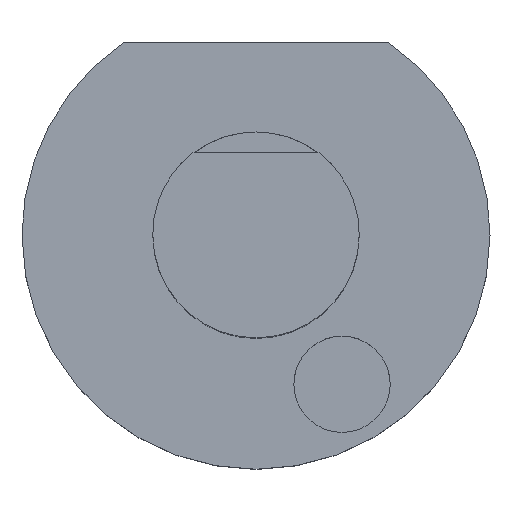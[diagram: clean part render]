
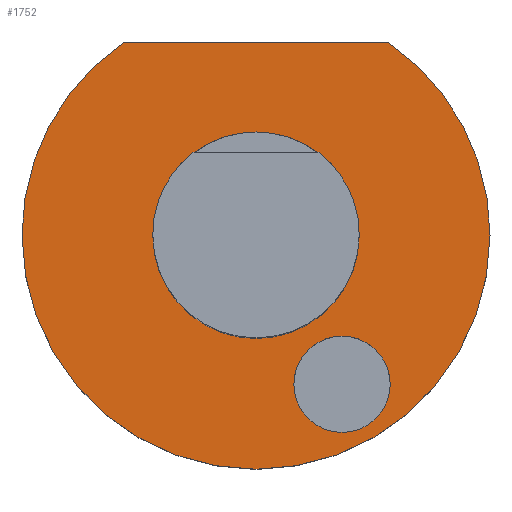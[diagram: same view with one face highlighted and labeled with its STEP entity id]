
A CAD part, top view. The second image highlights one B-rep face of the part: STEP entity #1752.
In plain terms, the highlighted planar face has unit normal (0, 0, 1).
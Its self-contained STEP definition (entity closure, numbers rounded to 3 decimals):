
#73 = EDGE_CURVE ( 'NONE', #1953, #712, #487, .T. ) ;
#82 = CIRCLE ( 'NONE', #1180, 15. ) ;
#90 = CARTESIAN_POINT ( 'NONE',  ( 19.287, 28., -55. ) ) ;
#138 = DIRECTION ( 'NONE',  ( 0., 0., 1. ) ) ;
#230 = DIRECTION ( 'NONE',  ( 1., 0., 0. ) ) ;
#250 = AXIS2_PLACEMENT_3D ( 'NONE', #1621, #1667, #1801 ) ;
#267 = VECTOR ( 'NONE', #565, 1000. ) ;
#269 = CIRCLE ( 'NONE', #796, 7. ) ;
#272 = LINE ( 'NONE', #608, #267 ) ;
#332 = CARTESIAN_POINT ( 'NONE',  ( 0., 0., -55. ) ) ;
#335 = CIRCLE ( 'NONE', #2117, 34. ) ;
#343 = AXIS2_PLACEMENT_3D ( 'NONE', #1484, #868, #230 ) ;
#347 = PLANE ( 'NONE',  #250 ) ;
#349 = CARTESIAN_POINT ( 'NONE',  ( 0., 0., -55. ) ) ;
#354 = DIRECTION ( 'NONE',  ( 0., 0., 1. ) ) ;
#487 = CIRCLE ( 'NONE', #1812, 15. ) ;
#499 = VERTEX_POINT ( 'NONE', #1017 ) ;
#543 = EDGE_CURVE ( 'NONE', #1009, #576, #272, .T. ) ;
#565 = DIRECTION ( 'NONE',  ( -1., 0., 0. ) ) ;
#572 = EDGE_CURVE ( 'NONE', #716, #1425, #269, .T. ) ;
#575 = EDGE_LOOP ( 'NONE', ( #993, #1905 ) ) ;
#576 = VERTEX_POINT ( 'NONE', #1906 ) ;
#578 = ORIENTED_EDGE ( 'NONE', *, *, #2205, .T. ) ;
#595 = ORIENTED_EDGE ( 'NONE', *, *, #821, .T. ) ;
#608 = CARTESIAN_POINT ( 'NONE',  ( 0., 28., -55. ) ) ;
#709 = ORIENTED_EDGE ( 'NONE', *, *, #543, .T. ) ;
#712 = VERTEX_POINT ( 'NONE', #1682 ) ;
#716 = VERTEX_POINT ( 'NONE', #2228 ) ;
#782 = AXIS2_PLACEMENT_3D ( 'NONE', #332, #2146, #1429 ) ;
#796 = AXIS2_PLACEMENT_3D ( 'NONE', #1888, #1893, #1155 ) ;
#821 = EDGE_CURVE ( 'NONE', #576, #1573, #1383, .T. ) ;
#831 = FACE_OUTER_BOUND ( 'NONE', #2050, .T. ) ;
#868 = DIRECTION ( 'NONE',  ( 0., 0., 1. ) ) ;
#933 = FACE_BOUND ( 'NONE', #575, .T. ) ;
#993 = ORIENTED_EDGE ( 'NONE', *, *, #1578, .F. ) ;
#1009 = VERTEX_POINT ( 'NONE', #90 ) ;
#1017 = CARTESIAN_POINT ( 'NONE',  ( 34., 0., -55. ) ) ;
#1033 = EDGE_CURVE ( 'NONE', #712, #1953, #82, .T. ) ;
#1122 = ORIENTED_EDGE ( 'NONE', *, *, #1033, .F. ) ;
#1155 = DIRECTION ( 'NONE',  ( 1., 0., 0. ) ) ;
#1180 = AXIS2_PLACEMENT_3D ( 'NONE', #1340, #2211, #2160 ) ;
#1212 = DIRECTION ( 'NONE',  ( 1., 0., 0. ) ) ;
#1340 = CARTESIAN_POINT ( 'NONE',  ( 0., 0., -55. ) ) ;
#1364 = DIRECTION ( 'NONE',  ( 1., 0., 0. ) ) ;
#1383 = CIRCLE ( 'NONE', #1386, 34. ) ;
#1386 = AXIS2_PLACEMENT_3D ( 'NONE', #2129, #2277, #1212 ) ;
#1425 = VERTEX_POINT ( 'NONE', #1846 ) ;
#1429 = DIRECTION ( 'NONE',  ( 1., 0., 0. ) ) ;
#1437 = FACE_BOUND ( 'NONE', #1585, .T. ) ;
#1484 = CARTESIAN_POINT ( 'NONE',  ( 12.5, -21.651, -55. ) ) ;
#1573 = VERTEX_POINT ( 'NONE', #2014 ) ;
#1578 = EDGE_CURVE ( 'NONE', #1425, #716, #2314, .T. ) ;
#1585 = EDGE_LOOP ( 'NONE', ( #1663, #1122 ) ) ;
#1621 = CARTESIAN_POINT ( 'NONE',  ( 0., 15., -55. ) ) ;
#1663 = ORIENTED_EDGE ( 'NONE', *, *, #73, .F. ) ;
#1667 = DIRECTION ( 'NONE',  ( 0., 0., -1. ) ) ;
#1669 = EDGE_CURVE ( 'NONE', #1573, #499, #2270, .T. ) ;
#1682 = CARTESIAN_POINT ( 'NONE',  ( -15., 0., -55. ) ) ;
#1733 = CARTESIAN_POINT ( 'NONE',  ( 0., 0., -55. ) ) ;
#1752 = ADVANCED_FACE ( 'NONE', ( #933, #1437, #831 ), #347, .F. ) ;
#1765 = CARTESIAN_POINT ( 'NONE',  ( 15., 0., -55. ) ) ;
#1801 = DIRECTION ( 'NONE',  ( -1., 0., 0. ) ) ;
#1812 = AXIS2_PLACEMENT_3D ( 'NONE', #349, #138, #1364 ) ;
#1814 = DIRECTION ( 'NONE',  ( 1., 0., 0. ) ) ;
#1846 = CARTESIAN_POINT ( 'NONE',  ( 19.5, -21.651, -55. ) ) ;
#1888 = CARTESIAN_POINT ( 'NONE',  ( 12.5, -21.651, -55. ) ) ;
#1893 = DIRECTION ( 'NONE',  ( 0., 0., 1. ) ) ;
#1905 = ORIENTED_EDGE ( 'NONE', *, *, #572, .F. ) ;
#1906 = CARTESIAN_POINT ( 'NONE',  ( -19.287, 28., -55. ) ) ;
#1953 = VERTEX_POINT ( 'NONE', #1765 ) ;
#2014 = CARTESIAN_POINT ( 'NONE',  ( -34., 0., -55. ) ) ;
#2021 = ORIENTED_EDGE ( 'NONE', *, *, #1669, .T. ) ;
#2050 = EDGE_LOOP ( 'NONE', ( #595, #2021, #578, #709 ) ) ;
#2117 = AXIS2_PLACEMENT_3D ( 'NONE', #1733, #354, #1814 ) ;
#2129 = CARTESIAN_POINT ( 'NONE',  ( 0., 0., -55. ) ) ;
#2146 = DIRECTION ( 'NONE',  ( 0., 0., 1. ) ) ;
#2160 = DIRECTION ( 'NONE',  ( 1., 0., 0. ) ) ;
#2205 = EDGE_CURVE ( 'NONE', #499, #1009, #335, .T. ) ;
#2211 = DIRECTION ( 'NONE',  ( 0., 0., 1. ) ) ;
#2228 = CARTESIAN_POINT ( 'NONE',  ( 5.5, -21.651, -55. ) ) ;
#2270 = CIRCLE ( 'NONE', #782, 34. ) ;
#2277 = DIRECTION ( 'NONE',  ( 0., 0., 1. ) ) ;
#2314 = CIRCLE ( 'NONE', #343, 7. ) ;
